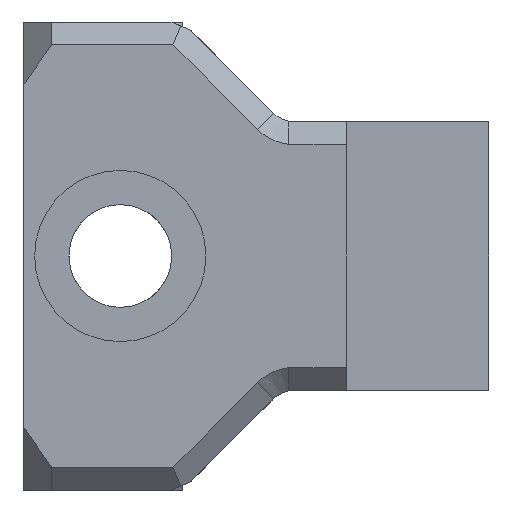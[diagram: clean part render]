
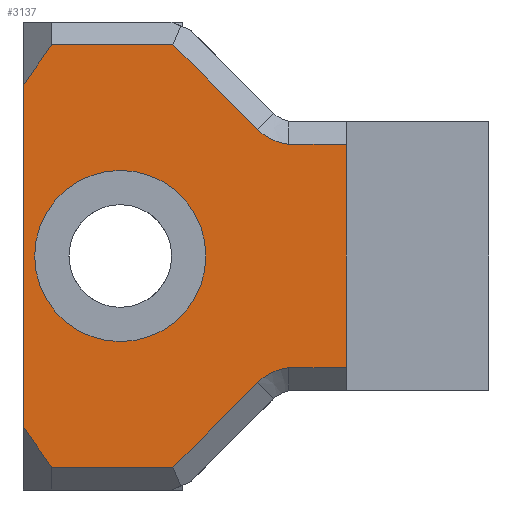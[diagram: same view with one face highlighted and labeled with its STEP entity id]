
A CAD part, left-side view. The second image highlights one B-rep face of the part: STEP entity #3137.
In plain terms, the highlighted planar face has unit normal (-1, 0, 0).
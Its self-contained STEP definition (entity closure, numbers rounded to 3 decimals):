
#66=CIRCLE('',#3306,1.85);
#88=CIRCLE('',#3341,1.85);
#89=CIRCLE('',#3342,3.);
#113=FACE_BOUND('',#332,.T.);
#162=FACE_OUTER_BOUND('',#331,.T.);
#331=EDGE_LOOP('',(#2337,#2338,#2339,#2340,#2341,#2342,#2343,#2344,#2345,
#2346,#2347,#2348));
#332=EDGE_LOOP('',(#2349));
#481=LINE('',#4340,#878);
#520=LINE('',#4440,#917);
#521=LINE('',#4452,#918);
#604=LINE('',#4642,#1001);
#669=LINE('',#4799,#1066);
#670=LINE('',#4801,#1067);
#671=LINE('',#4802,#1068);
#672=LINE('',#4804,#1069);
#673=LINE('',#4806,#1070);
#674=LINE('',#4807,#1071);
#878=VECTOR('',#3509,10.);
#917=VECTOR('',#3588,10.);
#918=VECTOR('',#3589,10.);
#1001=VECTOR('',#3706,10.);
#1066=VECTOR('',#3811,10.);
#1067=VECTOR('',#3812,10.);
#1068=VECTOR('',#3813,10.);
#1069=VECTOR('',#3814,10.);
#1070=VECTOR('',#3815,10.);
#1071=VECTOR('',#3816,10.);
#1275=VERTEX_POINT('',#4335);
#1276=VERTEX_POINT('',#4339);
#1305=VERTEX_POINT('',#4436);
#1306=VERTEX_POINT('',#4447);
#1308=VERTEX_POINT('',#4455);
#1396=VERTEX_POINT('',#4639);
#1397=VERTEX_POINT('',#4641);
#1464=VERTEX_POINT('',#4796);
#1465=VERTEX_POINT('',#4798);
#1466=VERTEX_POINT('',#4800);
#1467=VERTEX_POINT('',#4803);
#1468=VERTEX_POINT('',#4805);
#1469=VERTEX_POINT('',#4808);
#1583=EDGE_CURVE('',#1276,#1275,#481,.T.);
#1628=EDGE_CURVE('',#1305,#1276,#520,.T.);
#1630=EDGE_CURVE('',#1306,#1275,#521,.T.);
#1632=EDGE_CURVE('',#1305,#1308,#66,.T.);
#1724=EDGE_CURVE('',#1396,#1397,#604,.T.);
#1801=EDGE_CURVE('',#1464,#1306,#88,.T.);
#1802=EDGE_CURVE('',#1465,#1464,#669,.T.);
#1803=EDGE_CURVE('',#1466,#1465,#670,.T.);
#1804=EDGE_CURVE('',#1397,#1466,#671,.T.);
#1805=EDGE_CURVE('',#1467,#1396,#672,.T.);
#1806=EDGE_CURVE('',#1468,#1467,#673,.T.);
#1807=EDGE_CURVE('',#1308,#1468,#674,.T.);
#1808=EDGE_CURVE('',#1469,#1469,#89,.T.);
#2337=ORIENTED_EDGE('',*,*,#1801,.F.);
#2338=ORIENTED_EDGE('',*,*,#1802,.F.);
#2339=ORIENTED_EDGE('',*,*,#1803,.F.);
#2340=ORIENTED_EDGE('',*,*,#1804,.F.);
#2341=ORIENTED_EDGE('',*,*,#1724,.F.);
#2342=ORIENTED_EDGE('',*,*,#1805,.F.);
#2343=ORIENTED_EDGE('',*,*,#1806,.F.);
#2344=ORIENTED_EDGE('',*,*,#1807,.F.);
#2345=ORIENTED_EDGE('',*,*,#1632,.F.);
#2346=ORIENTED_EDGE('',*,*,#1628,.T.);
#2347=ORIENTED_EDGE('',*,*,#1583,.T.);
#2348=ORIENTED_EDGE('',*,*,#1630,.F.);
#2349=ORIENTED_EDGE('',*,*,#1808,.T.);
#2994=PLANE('',#3340);
#3137=ADVANCED_FACE('',(#162,#113),#2994,.T.);
#3306=AXIS2_PLACEMENT_3D('',#4456,#3593,#3594);
#3340=AXIS2_PLACEMENT_3D('',#4795,#3807,#3808);
#3341=AXIS2_PLACEMENT_3D('',#4797,#3809,#3810);
#3342=AXIS2_PLACEMENT_3D('',#4809,#3817,#3818);
#3509=DIRECTION('',(0.,0.,1.));
#3588=DIRECTION('',(0.,-1.,0.));
#3589=DIRECTION('',(0.,-1.,0.));
#3593=DIRECTION('center_axis',(-1.,0.,0.));
#3594=DIRECTION('ref_axis',(0.,0.,
1.));
#3706=DIRECTION('',(0.,0.,1.));
#3807=DIRECTION('center_axis',(-1.,0.,0.));
#3808=DIRECTION('ref_axis',(0.,0.,
1.));
#3809=DIRECTION('center_axis',(-1.,0.,0.));
#3810=DIRECTION('ref_axis',(0.,0.707,-0.707));
#3811=DIRECTION('',(0.,-0.707,-0.707));
#3812=DIRECTION('',(0.,-1.,0.));
#3813=DIRECTION('',(0.,-0.577,0.816));
#3814=DIRECTION('',(0.,0.577,0.816));
#3815=DIRECTION('',(0.,1.,0.));
#3816=DIRECTION('',(0.,0.707,-0.707));
#3817=DIRECTION('center_axis',(1.,0.,0.));
#3818=DIRECTION('ref_axis',(0.,0.,
1.));
#4335=CARTESIAN_POINT('',(45.672,-9.284,119.131));
#4339=CARTESIAN_POINT('',(45.672,-9.284,111.309));
#4340=CARTESIAN_POINT('',(45.672,-9.284,115.22));
#4436=CARTESIAN_POINT('',(45.672,-7.284,111.309));
#4440=CARTESIAN_POINT('',(45.672,-7.284,111.309));
#4447=CARTESIAN_POINT('',(45.672,-7.284,119.131));
#4452=CARTESIAN_POINT('',(45.672,-7.284,119.131));
#4455=CARTESIAN_POINT('',(45.672,-6.176,110.778));
#4456=CARTESIAN_POINT('Origin',(45.672,-7.484,109.47));
#4639=CARTESIAN_POINT('',(45.672,2.026,109.234));
#4641=CARTESIAN_POINT('',(45.672,2.026,121.206));
#4642=CARTESIAN_POINT('',(45.672,2.026,107.02));
#4795=CARTESIAN_POINT('Origin',(45.672,-5.229,115.22));
#4796=CARTESIAN_POINT('',(45.672,-6.176,119.662));
#4797=CARTESIAN_POINT('Origin',(45.672,-7.484,120.97));
#4798=CARTESIAN_POINT('',(45.672,-3.218,122.62));
#4799=CARTESIAN_POINT('',(45.672,-5.454,120.385));
#4800=CARTESIAN_POINT('',(45.672,1.026,122.62));
#4801=CARTESIAN_POINT('',(45.672,-1.601,122.62));
#4802=CARTESIAN_POINT('',(45.672,2.767,120.159));
#4803=CARTESIAN_POINT('',(45.672,1.026,107.82));
#4804=CARTESIAN_POINT('',(45.672,1.8,108.915));
#4805=CARTESIAN_POINT('',(45.672,-3.218,107.82));
#4806=CARTESIAN_POINT('',(45.672,-4.389,107.82));
#4807=CARTESIAN_POINT('',(45.672,-7.05,111.652));
#4808=CARTESIAN_POINT('',(45.672,-1.374,112.22));
#4809=CARTESIAN_POINT('Origin',(45.672,-1.374,115.22));
